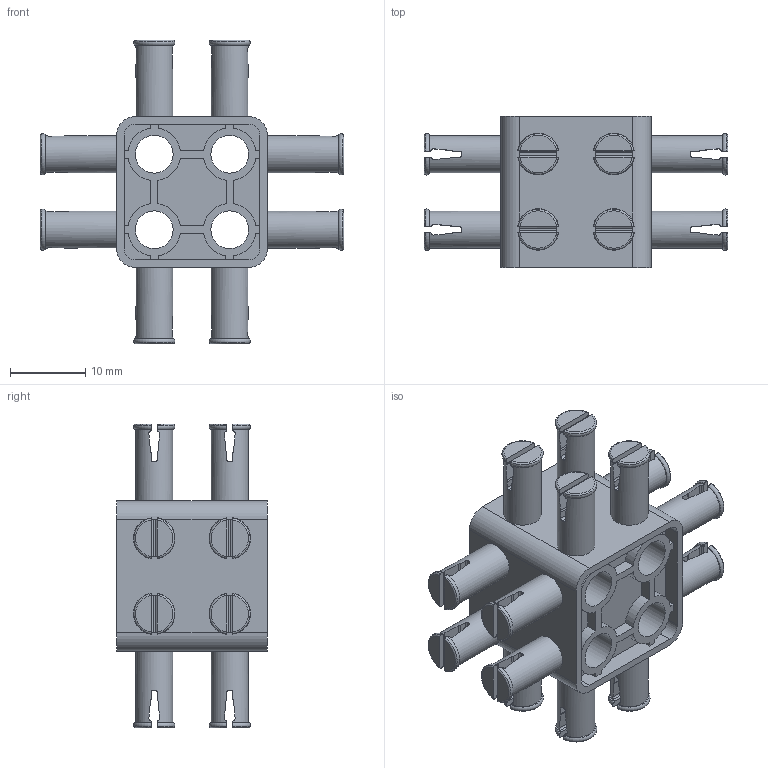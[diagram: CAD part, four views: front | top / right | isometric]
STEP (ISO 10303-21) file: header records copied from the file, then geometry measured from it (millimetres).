
FILE_DESCRIPTION(/* description */ ('Unknown'),/* implementation_level */ '2;1');
FILE_NAME(/* name */ 'C.C 2x2x2',/* time_stamp */ '2018-09-05T14:54:20+02:00',/* author */ ('Unknown'),/* organization */ ('Unknown'),/* preprocessor_version */ 'ST-DEVELOPER v16.7',/* originating_system */ 'DEX',/* authorisation */ $);
FILE_SCHEMA (('AUTOMOTIVE_DESIGN {1 0 10303 214 3 1 1}'));
Length unit declared in the file: millimetre
Products named in the file (1): C.C 2x2x2
Bounding box: 40.25 x 20 x 40.25 mm (x, y, z)
Volume: 7319.3 mm3; surface area: 8387.1 mm2
Topology: 1 solids, 1 shells, 666 faces, 1896 edges, 1264 vertices
Faces by surface type: plane 346, cylinder 256, torus 64
Full cylindrical faces by diameter (mm): 1 x24, 4.95 x16, 5 x8
Entity records: 21794 total; most frequent: CARTESIAN_POINT 5179, ORIENTED_EDGE 3616, DIRECTION 3158, EDGE_CURVE 1808, VERTEX_POINT 1232, AXIS2_PLACEMENT_3D 1099, LINE 960, VECTOR 960
